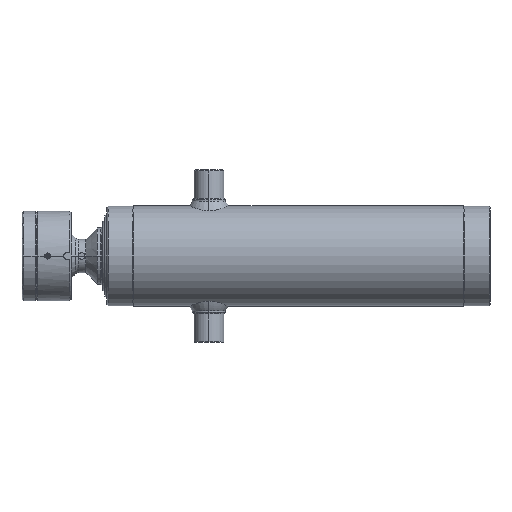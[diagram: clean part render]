
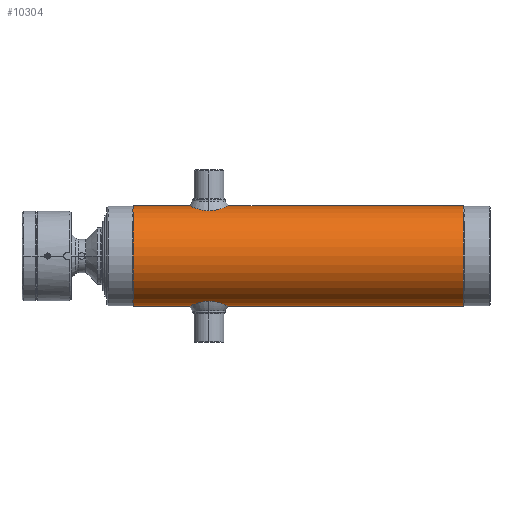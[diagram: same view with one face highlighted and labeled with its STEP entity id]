
A CAD part, left-side view. The second image highlights one B-rep face of the part: STEP entity #10304.
In plain terms, the highlighted cylindrical face has radius 75.75 mm (diameter 151.5 mm), a partial arc.
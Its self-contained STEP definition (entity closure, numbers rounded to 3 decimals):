
#89 = CARTESIAN_POINT ( 'NONE',  ( -5.686, 422.076, 75.536 ) ) ;
#122 = VERTEX_POINT ( 'NONE', #4119 ) ;
#136 = VERTEX_POINT ( 'NONE', #5751 ) ;
#178 = CARTESIAN_POINT ( 'NONE',  ( -5.846, 425.366, 75.524 ) ) ;
#191 = VECTOR ( 'NONE', #8626, 1000. ) ;
#233 = CARTESIAN_POINT ( 'NONE',  ( -4.77, 427.661, 75.6 ) ) ;
#283 = CARTESIAN_POINT ( 'NONE',  ( -2.66, 418.618, 75.703 ) ) ;
#930 = CARTESIAN_POINT ( 'NONE',  ( -0.789, 418.039, 75.747 ) ) ;
#1019 = VERTEX_POINT ( 'NONE', #8040 ) ;
#1020 = CARTESIAN_POINT ( 'NONE',  ( -1.93, 429.685, 75.726 ) ) ;
#1076 = CARTESIAN_POINT ( 'NONE',  ( -4.522, 420.037, 75.615 ) ) ;
#1080 = DIRECTION ( 'NONE',  ( 0., 1., 0. ) ) ;
#1236 = CARTESIAN_POINT ( 'NONE',  ( 0., 522.61, 75.75 ) ) ;
#1351 = CARTESIAN_POINT ( 'NONE',  ( 0., 418., 75.75 ) ) ;
#1535 = LINE ( 'NONE', #7198, #191 ) ;
#1662 = CARTESIAN_POINT ( 'NONE',  ( 0., 522.61, -75.75 ) ) ;
#1671 = CARTESIAN_POINT ( 'NONE',  ( -3.969, 419.483, 75.646 ) ) ;
#1720 = CARTESIAN_POINT ( 'NONE',  ( -1.565, 418.194, 75.735 ) ) ;
#1771 = CARTESIAN_POINT ( 'NONE',  ( -5.62, 421.888, 75.541 ) ) ;
#1887 = AXIS2_PLACEMENT_3D ( 'NONE', #6123, #9451, #9555 ) ;
#2136 = DIRECTION ( 'NONE',  ( 0., 1., 0. ) ) ;
#2271 = VERTEX_POINT ( 'NONE', #3407 ) ;
#2474 = CARTESIAN_POINT ( 'NONE',  ( -5.616, 426.12, 75.542 ) ) ;
#2529 = CARTESIAN_POINT ( 'NONE',  ( -1.942, 418.309, 75.726 ) ) ;
#2674 = CARTESIAN_POINT ( 'NONE',  ( -5.394, 421.343, 75.558 ) ) ;
#2791 = B_SPLINE_CURVE_WITH_KNOTS ( 'NONE', 3,
 ( #6584, #8183, #3323, #4907, #8272, #1020, #8974, #8325, #4260, #7466, #3515, #8128, #233, #3470, #9818, #2474, #6682, #5802, #178, #5702, #9915, #9029, #7519, #7321, #4214, #89, #1771, #2674, #5008, #8234, #1076, #1671, #9115, #3420, #6537, #283, #9773, #2529, #1720, #930, #8436, #1351 ),
 .UNSPECIFIED., .F., .F.,
 ( 4, 2, 2, 2, 2, 2, 2, 2, 2, 2, 2, 2, 2, 2, 2, 2, 2, 2, 2, 2, 4 ),
 ( 0.019, 0.02, 0.021, 0.021, 0.022, 0.023, 0.025, 0.026, 0.026, 0.027, 0.028, 0.029, 0.03, 0.03, 0.032, 0.033, 0.034, 0.035, 0.035, 0.036, 0.038 ),
 .UNSPECIFIED. ) ;
#3077 = CARTESIAN_POINT ( 'NONE',  ( 0., 538., -75.75 ) ) ;
#3323 = CARTESIAN_POINT ( 'NONE',  ( -0.781, 429.962, 75.747 ) ) ;
#3407 = CARTESIAN_POINT ( 'NONE',  ( 0., 430., 75.75 ) ) ;
#3420 = CARTESIAN_POINT ( 'NONE',  ( -3.176, 418.906, 75.684 ) ) ;
#3470 = CARTESIAN_POINT ( 'NONE',  ( -5.206, 427.009, 75.571 ) ) ;
#3505 = EDGE_CURVE ( 'NONE', #4174, #136, #4431, .T. ) ;
#3515 = CARTESIAN_POINT ( 'NONE',  ( -3.963, 428.522, 75.647 ) ) ;
#3717 = CARTESIAN_POINT ( 'NONE',  ( 0., 40., 75.75 ) ) ;
#4065 = DIRECTION ( 'NONE',  ( 0., 1., 0. ) ) ;
#4119 = CARTESIAN_POINT ( 'NONE',  ( 0., 40., -75.75 ) ) ;
#4122 = CARTESIAN_POINT ( 'NONE',  ( 0., 40., 0. ) ) ;
#4174 = VERTEX_POINT ( 'NONE', #3077 ) ;
#4214 = CARTESIAN_POINT ( 'NONE',  ( -5.8, 422.452, 75.528 ) ) ;
#4260 = CARTESIAN_POINT ( 'NONE',  ( -3.004, 429.209, 75.691 ) ) ;
#4266 = DIRECTION ( 'NONE',  ( 0., 0., 1. ) ) ;
#4431 = CIRCLE ( 'NONE', #1887, 75.75 ) ;
#4471 = FACE_OUTER_BOUND ( 'NONE', #5572, .T. ) ;
#4573 = ORIENTED_EDGE ( 'NONE', *, *, #6978, .T. ) ;
#4575 = EDGE_CURVE ( 'NONE', #2271, #1019, #2791, .T. ) ;
#4646 = VECTOR ( 'NONE', #1080, 1000. ) ;
#4907 = CARTESIAN_POINT ( 'NONE',  ( -1.361, 429.847, 75.738 ) ) ;
#4966 = EDGE_CURVE ( 'NONE', #122, #9827, #6983, .T. ) ;
#5008 = CARTESIAN_POINT ( 'NONE',  ( -5.21, 420.998, 75.571 ) ) ;
#5029 = EDGE_CURVE ( 'NONE', #9827, #1019, #5109, .T. ) ;
#5109 = LINE ( 'NONE', #1236, #4646 ) ;
#5117 = ORIENTED_EDGE ( 'NONE', *, *, #4575, .F. ) ;
#5572 = EDGE_LOOP ( 'NONE', ( #6898, #9185, #6087, #5117, #4573, #6956 ) ) ;
#5636 = LINE ( 'NONE', #1662, #9325 ) ;
#5702 = CARTESIAN_POINT ( 'NONE',  ( -5.961, 424.79, 75.515 ) ) ;
#5751 = CARTESIAN_POINT ( 'NONE',  ( 0., 538., 75.75 ) ) ;
#5802 = CARTESIAN_POINT ( 'NONE',  ( -5.798, 425.556, 75.528 ) ) ;
#6087 = ORIENTED_EDGE ( 'NONE', *, *, #5029, .T. ) ;
#6123 = CARTESIAN_POINT ( 'NONE',  ( 0., 538., 0. ) ) ;
#6210 = CYLINDRICAL_SURFACE ( 'NONE', #8273, 75.75 ) ;
#6537 = CARTESIAN_POINT ( 'NONE',  ( -3.006, 418.804, 75.691 ) ) ;
#6584 = CARTESIAN_POINT ( 'NONE',  ( 0., 430., 75.75 ) ) ;
#6682 = CARTESIAN_POINT ( 'NONE',  ( -5.683, 425.933, 75.537 ) ) ;
#6898 = ORIENTED_EDGE ( 'NONE', *, *, #8604, .F. ) ;
#6956 = ORIENTED_EDGE ( 'NONE', *, *, #3505, .F. ) ;
#6978 = EDGE_CURVE ( 'NONE', #2271, #136, #1535, .T. ) ;
#6983 = CIRCLE ( 'NONE', #8335, 75.75 ) ;
#7198 = CARTESIAN_POINT ( 'NONE',  ( 0., 522.61, 75.75 ) ) ;
#7321 = CARTESIAN_POINT ( 'NONE',  ( -5.848, 422.643, 75.524 ) ) ;
#7466 = CARTESIAN_POINT ( 'NONE',  ( -3.661, 428.77, 75.662 ) ) ;
#7519 = CARTESIAN_POINT ( 'NONE',  ( -5.962, 423.218, 75.515 ) ) ;
#7682 = DIRECTION ( 'NONE',  ( 0., 0., 1. ) ) ;
#8019 = DIRECTION ( 'NONE',  ( 0., 1., 0. ) ) ;
#8040 = CARTESIAN_POINT ( 'NONE',  ( 0., 418., 75.75 ) ) ;
#8128 = CARTESIAN_POINT ( 'NONE',  ( -4.516, 427.969, 75.616 ) ) ;
#8183 = CARTESIAN_POINT ( 'NONE',  ( -0.392, 430., 75.75 ) ) ;
#8234 = CARTESIAN_POINT ( 'NONE',  ( -4.775, 420.346, 75.6 ) ) ;
#8272 = CARTESIAN_POINT ( 'NONE',  ( -1.554, 429.799, 75.734 ) ) ;
#8273 = AXIS2_PLACEMENT_3D ( 'NONE', #9432, #2136, #7682 ) ;
#8325 = CARTESIAN_POINT ( 'NONE',  ( -2.656, 429.394, 75.704 ) ) ;
#8335 = AXIS2_PLACEMENT_3D ( 'NONE', #4122, #4065, #4266 ) ;
#8436 = CARTESIAN_POINT ( 'NONE',  ( -0.397, 418., 75.75 ) ) ;
#8604 = EDGE_CURVE ( 'NONE', #122, #4174, #5636, .T. ) ;
#8626 = DIRECTION ( 'NONE',  ( 0., 1., 0. ) ) ;
#8974 = CARTESIAN_POINT ( 'NONE',  ( -2.114, 429.619, 75.721 ) ) ;
#9029 = CARTESIAN_POINT ( 'NONE',  ( -6., 423.609, 75.512 ) ) ;
#9115 = CARTESIAN_POINT ( 'NONE',  ( -3.667, 419.235, 75.662 ) ) ;
#9185 = ORIENTED_EDGE ( 'NONE', *, *, #4966, .T. ) ;
#9325 = VECTOR ( 'NONE', #8019, 1000. ) ;
#9432 = CARTESIAN_POINT ( 'NONE',  ( 0., 522.61, 0. ) ) ;
#9451 = DIRECTION ( 'NONE',  ( 0., 1., 0. ) ) ;
#9555 = DIRECTION ( 'NONE',  ( 0., 0., 1. ) ) ;
#9773 = CARTESIAN_POINT ( 'NONE',  ( -2.483, 418.534, 75.71 ) ) ;
#9818 = CARTESIAN_POINT ( 'NONE',  ( -5.39, 426.665, 75.558 ) ) ;
#9827 = VERTEX_POINT ( 'NONE', #3717 ) ;
#9915 = CARTESIAN_POINT ( 'NONE',  ( -6., 424.401, 75.512 ) ) ;
#10304 = ADVANCED_FACE ( 'NONE', ( #4471 ), #6210, .T. ) ;
